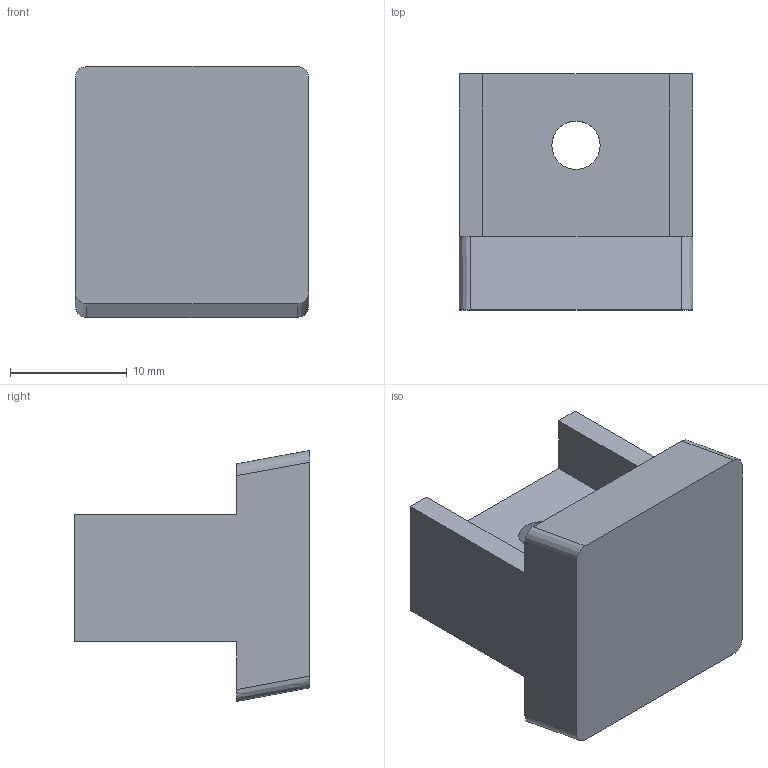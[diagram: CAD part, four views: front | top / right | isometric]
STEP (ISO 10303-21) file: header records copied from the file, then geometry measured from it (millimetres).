
FILE_DESCRIPTION(/* description */ ('Unknown'),/* implementation_level */ '2;1');
FILE_NAME(/* name */ 'Adapter_1_1',/* time_stamp */ '2024-02-06T09:31:09+01:00',/* author */ ('Unknown'),/* organization */ ('Unknown'),/* preprocessor_version */ 'ST-DEVELOPER v18.102',/* originating_system */ 'Solid Edge',/* authorisation */ 'Unknown');
FILE_SCHEMA (('AUTOMOTIVE_DESIGN {1 0 10303 214 3 1 1}'));
Length unit declared in the file: millimetre
Products named in the file (1): Adapter_1_1
Bounding box: 20 x 20.2 x 21.5 mm (x, y, z)
Volume: 4391.7 mm3; surface area: 2360.8 mm2
Topology: 1 solids, 1 shells, 19 faces, 52 edges, 35 vertices
Faces by surface type: plane 12, bspline 6, cylinder 1
Full cylindrical faces by diameter (mm): 4.134 x1
Entity records: 827 total; most frequent: CARTESIAN_POINT 242, ORIENTED_EDGE 100, DIRECTION 64, EDGE_CURVE 50, VERTEX_POINT 34, LINE 32, VECTOR 32, EDGE_LOOP 22
